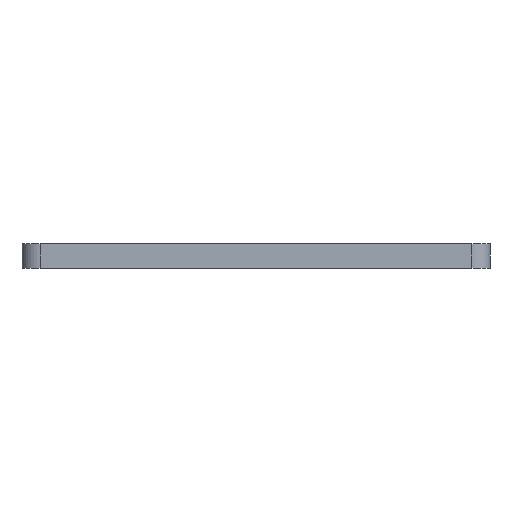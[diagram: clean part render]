
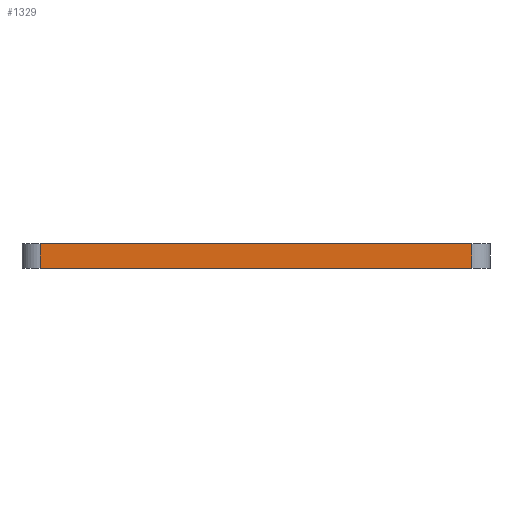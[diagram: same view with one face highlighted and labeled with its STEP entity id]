
A CAD part, left-side view. The second image highlights one B-rep face of the part: STEP entity #1329.
In plain terms, the highlighted planar face has unit normal (-1, 0, 0).
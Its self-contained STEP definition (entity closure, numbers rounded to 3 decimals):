
#115=FACE_OUTER_BOUND('',#193,.T.);
#193=EDGE_LOOP('',(#1151,#1152,#1153,#1154));
#214=LINE('',#1762,#378);
#329=LINE('',#2003,#493);
#373=LINE('',#2104,#537);
#374=LINE('',#2106,#538);
#378=VECTOR('',#1438,10.);
#493=VECTOR('',#1619,10.);
#537=VECTOR('',#1739,10.);
#538=VECTOR('',#1742,10.);
#555=VERTEX_POINT('',#1747);
#562=VERTEX_POINT('',#1760);
#655=VERTEX_POINT('',#2002);
#674=VERTEX_POINT('',#2102);
#682=EDGE_CURVE('',#562,#555,#214,.T.);
#802=EDGE_CURVE('',#555,#655,#329,.T.);
#853=EDGE_CURVE('',#562,#674,#373,.T.);
#854=EDGE_CURVE('',#655,#674,#374,.T.);
#1151=ORIENTED_EDGE('',*,*,#853,.T.);
#1152=ORIENTED_EDGE('',*,*,#854,.F.);
#1153=ORIENTED_EDGE('',*,*,#802,.F.);
#1154=ORIENTED_EDGE('',*,*,#682,.F.);
#1267=PLANE('',#1421);
#1329=ADVANCED_FACE('',(#115),#1267,.T.);
#1421=AXIS2_PLACEMENT_3D('',#2105,#1740,#1741);
#1438=DIRECTION('',(0.,1.,0.));
#1619=DIRECTION('',(0.,0.,1.));
#1739=DIRECTION('',(0.,0.,1.));
#1740=DIRECTION('center_axis',(-1.,0.,0.));
#1741=DIRECTION('ref_axis',(0.,-1.,0.));
#1742=DIRECTION('',(0.,-1.,0.));
#1747=CARTESIAN_POINT('',(70.115,-27.925,3.8));
#1760=CARTESIAN_POINT('',(70.115,-80.675,3.8));
#1762=CARTESIAN_POINT('',(70.115,-41.113,3.8));
#2002=CARTESIAN_POINT('',(70.115,-27.925,6.8));
#2003=CARTESIAN_POINT('',(70.115,-27.925,5.2));
#2102=CARTESIAN_POINT('',(70.115,-80.675,6.8));
#2104=CARTESIAN_POINT('',(70.115,-80.675,5.2));
#2105=CARTESIAN_POINT('Origin',(70.115,-27.925,5.2));
#2106=CARTESIAN_POINT('',(70.115,-27.925,6.8));
